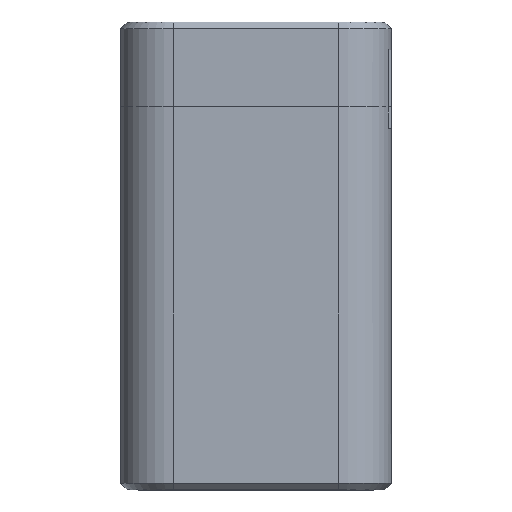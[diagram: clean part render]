
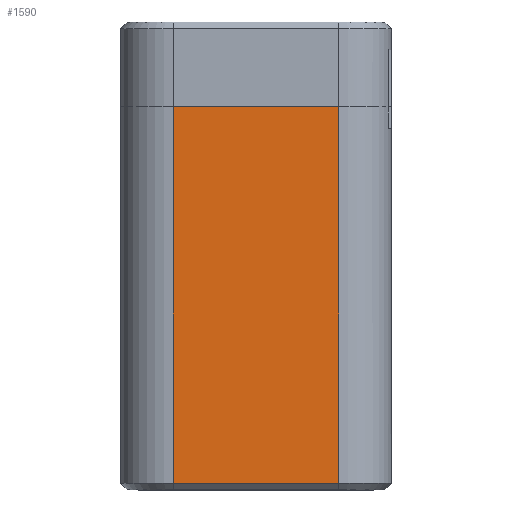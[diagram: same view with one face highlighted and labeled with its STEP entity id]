
A CAD part, top view. The second image highlights one B-rep face of the part: STEP entity #1590.
In plain terms, the highlighted planar face has unit normal (0, 0, 1).
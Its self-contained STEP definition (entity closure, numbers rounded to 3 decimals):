
#160=FACE_OUTER_BOUND('',#255,.T.);
#255=EDGE_LOOP('',(#1241,#1242,#1243,#1244));
#331=LINE('',#2342,#501);
#354=LINE('',#2403,#524);
#389=LINE('',#2501,#559);
#390=LINE('',#2503,#560);
#501=VECTOR('',#1858,10.);
#524=VECTOR('',#1919,10.);
#559=VECTOR('',#2022,10.);
#560=VECTOR('',#2025,10.);
#666=VERTEX_POINT('',#2336);
#667=VERTEX_POINT('',#2340);
#685=VERTEX_POINT('',#2400);
#686=VERTEX_POINT('',#2402);
#823=EDGE_CURVE('',#667,#666,#331,.T.);
#853=EDGE_CURVE('',#685,#686,#354,.T.);
#902=EDGE_CURVE('',#666,#685,#389,.T.);
#903=EDGE_CURVE('',#686,#667,#390,.T.);
#1241=ORIENTED_EDGE('',*,*,#823,.F.);
#1242=ORIENTED_EDGE('',*,*,#903,.F.);
#1243=ORIENTED_EDGE('',*,*,#853,.F.);
#1244=ORIENTED_EDGE('',*,*,#902,.F.);
#1519=PLANE('',#1712);
#1590=ADVANCED_FACE('',(#160),#1519,.T.);
#1712=AXIS2_PLACEMENT_3D('',#2502,#2023,#2024);
#1858=DIRECTION('',(-1.,0.,0.));
#1919=DIRECTION('',(1.,0.,0.));
#2022=DIRECTION('',(0.,1.,0.));
#2023=DIRECTION('center_axis',(0.,0.,1.));
#2024=DIRECTION('ref_axis',(1.,0.,0.));
#2025=DIRECTION('',(0.,-1.,0.));
#2336=CARTESIAN_POINT('',(-30.425,-23.9,11.5));
#2340=CARTESIAN_POINT('',(-11.575,-23.9,11.5));
#2342=CARTESIAN_POINT('',(-28.713,-23.9,11.5));
#2400=CARTESIAN_POINT('',(-30.425,19.,11.5));
#2402=CARTESIAN_POINT('',(-11.575,19.,11.5));
#2403=CARTESIAN_POINT('',(-21.,19.,11.5));
#2501=CARTESIAN_POINT('',(-30.425,15.325,11.5));
#2502=CARTESIAN_POINT('Origin',(-21.,2.,11.5));
#2503=CARTESIAN_POINT('',(-11.575,-11.325,11.5));
